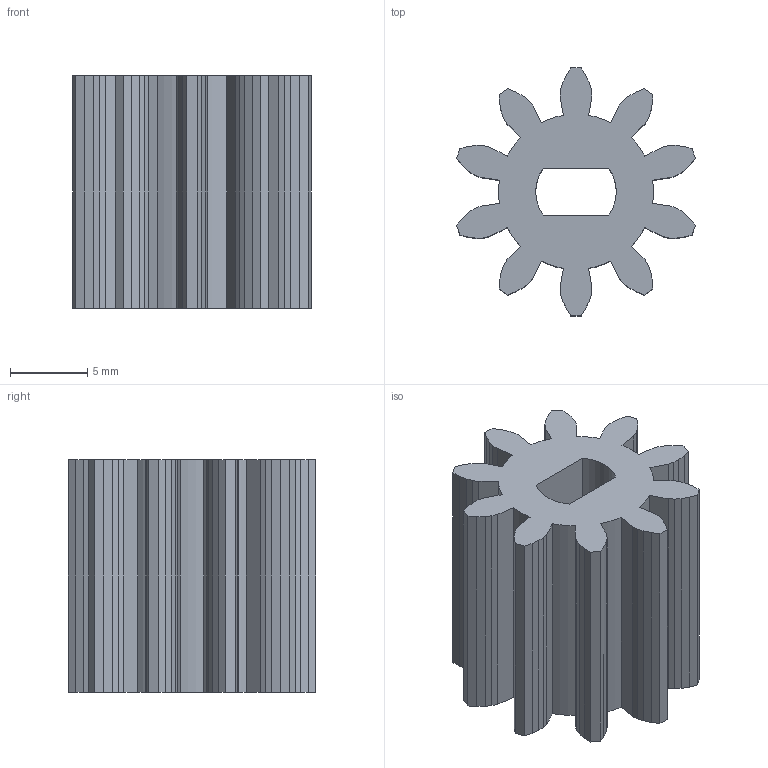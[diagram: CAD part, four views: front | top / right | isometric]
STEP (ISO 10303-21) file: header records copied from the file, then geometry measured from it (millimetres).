
FILE_DESCRIPTION(/* description */ (''),/* implementation_level */ '2;1');
FILE_NAME(/* name */ 'motor_gear v2.step',/* time_stamp */ '2023-11-05T17:02:08-06:00',/* author */ (''),/* organization */ (''),/* preprocessor_version */ 'ST-DEVELOPER v20',/* originating_system */ 'Autodesk Translation Framework v12.14.0.127',/* authorisation */ '');
FILE_SCHEMA (('AUTOMOTIVE_DESIGN { 1 0 10303 214 3 1 1 }'));
Length unit declared in the file: millimetre
Products named in the file (1): motor_gear
Bounding box: 15.41 x 15.99 x 15 mm (x, y, z)
Volume: 1715.5 mm3; surface area: 1747.1 mm2
Topology: 1 solids, 1 shells, 126 faces, 372 edges, 248 vertices
Faces by surface type: plane 114, cylinder 12
Entity records: 4177 total; most frequent: CARTESIAN_POINT 747, ORIENTED_EDGE 744, DIRECTION 650, EDGE_CURVE 372, LINE 348, VECTOR 348, VERTEX_POINT 248, AXIS2_PLACEMENT_3D 151
